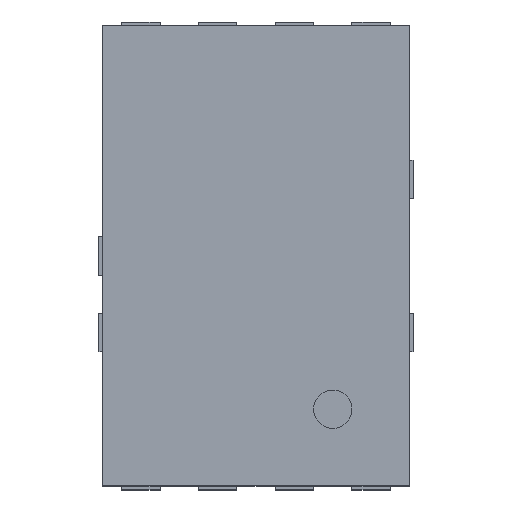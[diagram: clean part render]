
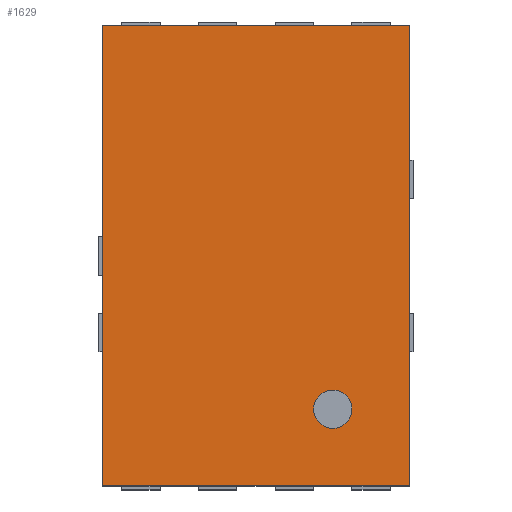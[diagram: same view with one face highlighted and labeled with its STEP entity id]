
A CAD part, top view. The second image highlights one B-rep face of the part: STEP entity #1629.
In plain terms, the highlighted planar face has unit normal (0, 0, 1).
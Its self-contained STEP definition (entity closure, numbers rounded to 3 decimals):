
#14=FACE_BOUND('',#243,.T.);
#82=PLANE('',#1747);
#162=FACE_OUTER_BOUND('',#242,.T.);
#242=EDGE_LOOP('',(#1524,#1525,#1526,#1527));
#243=EDGE_LOOP('',(#1528));
#268=LINE('',#2222,#475);
#447=LINE('',#2623,#654);
#448=LINE('',#2626,#655);
#450=LINE('',#2629,#657);
#475=VECTOR('',#1788,10.);
#654=VECTOR('',#2155,10.);
#655=VECTOR('',#2158,10.);
#657=VECTOR('',#2162,10.);
#658=CIRCLE('',#1645,0.125);
#682=VERTEX_POINT('',#2167);
#705=VERTEX_POINT('',#2219);
#706=VERTEX_POINT('',#2221);
#834=VERTEX_POINT('',#2621);
#835=VERTEX_POINT('',#2625);
#836=EDGE_CURVE('',#682,#682,#658,.T.);
#862=EDGE_CURVE('',#706,#705,#268,.T.);
#1063=EDGE_CURVE('',#705,#834,#447,.T.);
#1064=EDGE_CURVE('',#835,#706,#448,.T.);
#1066=EDGE_CURVE('',#834,#835,#450,.T.);
#1524=ORIENTED_EDGE('',*,*,#1063,.T.);
#1525=ORIENTED_EDGE('',*,*,#1066,.T.);
#1526=ORIENTED_EDGE('',*,*,#1064,.T.);
#1527=ORIENTED_EDGE('',*,*,#862,.T.);
#1528=ORIENTED_EDGE('',*,*,#836,.T.);
#1629=ADVANCED_FACE('',(#162,#14),#82,.T.);
#1645=AXIS2_PLACEMENT_3D('',#2168,#1752,#1753);
#1747=AXIS2_PLACEMENT_3D('',#2630,#2163,#2164);
#1752=DIRECTION('center_axis',(0.,0.,-1.));
#1753=DIRECTION('ref_axis',(-1.,0.,0.));
#1788=DIRECTION('',(1.,0.,0.));
#2155=DIRECTION('',(0.,1.,0.));
#2158=DIRECTION('',(0.,-1.,0.));
#2162=DIRECTION('',(-1.,0.,0.));
#2163=DIRECTION('center_axis',(0.,0.,1.));
#2164=DIRECTION('ref_axis',(1.,0.,0.));
#2167=CARTESIAN_POINT('',(0.625,-1.,1.));
#2168=CARTESIAN_POINT('Origin',(0.5,-1.,1.));
#2219=CARTESIAN_POINT('',(1.,-1.5,1.));
#2221=CARTESIAN_POINT('',(-1.,-1.5,1.));
#2222=CARTESIAN_POINT('',(-1.,-1.5,1.));
#2621=CARTESIAN_POINT('',(1.,1.5,1.));
#2623=CARTESIAN_POINT('',(1.,-1.5,1.));
#2625=CARTESIAN_POINT('',(-1.,1.5,1.));
#2626=CARTESIAN_POINT('',(-1.,1.5,1.));
#2629=CARTESIAN_POINT('',(1.,1.5,1.));
#2630=CARTESIAN_POINT('Origin',(0.,0.,1.));
